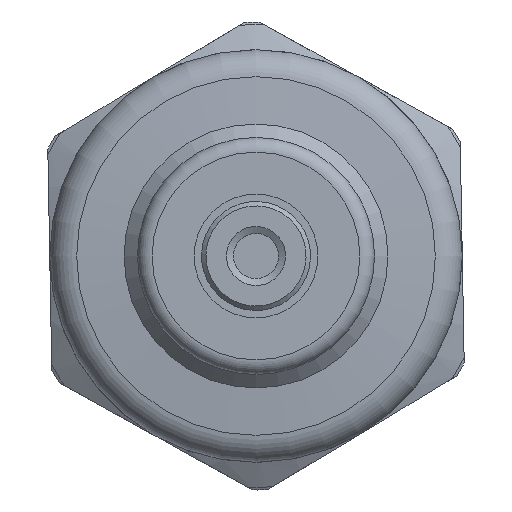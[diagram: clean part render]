
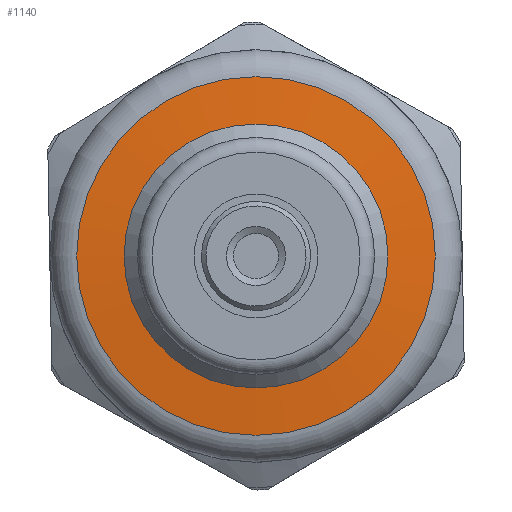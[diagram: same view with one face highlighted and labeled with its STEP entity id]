
A CAD part, left-side view. The second image highlights one B-rep face of the part: STEP entity #1140.
In plain terms, the highlighted conical face has half-angle 85 degrees and reference radius 7.318 mm.
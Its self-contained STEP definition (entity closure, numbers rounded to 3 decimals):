
#73=LINE('',#1868,#122);
#122=VECTOR('',#1512,7.318);
#166=CONICAL_SURFACE('',#1275,7.318,1.484);
#277=FACE_OUTER_BOUND('',#349,.T.);
#349=EDGE_LOOP('',(#852,#853,#854,#855,#856));
#431=CIRCLE('',#1256,4.48);
#447=CIRCLE('',#1276,6.087);
#448=CIRCLE('',#1277,6.087);
#521=VERTEX_POINT('',#1827);
#536=VERTEX_POINT('',#1865);
#537=VERTEX_POINT('',#1866);
#634=EDGE_CURVE('',#521,#521,#431,.T.);
#653=EDGE_CURVE('',#536,#537,#447,.T.);
#654=EDGE_CURVE('',#536,#521,#73,.T.);
#655=EDGE_CURVE('',#537,#536,#448,.T.);
#852=ORIENTED_EDGE('',*,*,#653,.F.);
#853=ORIENTED_EDGE('',*,*,#654,.T.);
#854=ORIENTED_EDGE('',*,*,#634,.F.);
#855=ORIENTED_EDGE('',*,*,#654,.F.);
#856=ORIENTED_EDGE('',*,*,#655,.F.);
#1140=ADVANCED_FACE('',(#277),#166,.T.);
#1256=AXIS2_PLACEMENT_3D('',#1828,#1467,#1468);
#1275=AXIS2_PLACEMENT_3D('',#1864,#1508,#1509);
#1276=AXIS2_PLACEMENT_3D('',#1867,#1510,#1511);
#1277=AXIS2_PLACEMENT_3D('',#1869,#1513,#1514);
#1467=DIRECTION('center_axis',(-1.,0.,0.));
#1468=DIRECTION('ref_axis',(0.,1.,0.));
#1508=DIRECTION('center_axis',(1.,0.,0.));
#1509=DIRECTION('ref_axis',(0.,1.,0.));
#1510=DIRECTION('center_axis',(1.,0.,0.));
#1511=DIRECTION('ref_axis',(0.,-1.,0.));
#1512=DIRECTION('',(-0.087,0.996,0.));
#1513=DIRECTION('center_axis',(1.,0.,0.));
#1514=DIRECTION('ref_axis',(0.,-1.,0.));
#1827=CARTESIAN_POINT('',(14.,-4.48,0.));
#1828=CARTESIAN_POINT('Origin',(14.,0.,0.));
#1864=CARTESIAN_POINT('Origin',(14.248,0.,0.));
#1865=CARTESIAN_POINT('',(14.141,-6.087,0.));
#1866=CARTESIAN_POINT('',(14.141,0.,6.087));
#1867=CARTESIAN_POINT('Origin',(14.141,0.,0.));
#1868=CARTESIAN_POINT('',(14.248,-7.318,0.));
#1869=CARTESIAN_POINT('Origin',(14.141,0.,0.));
